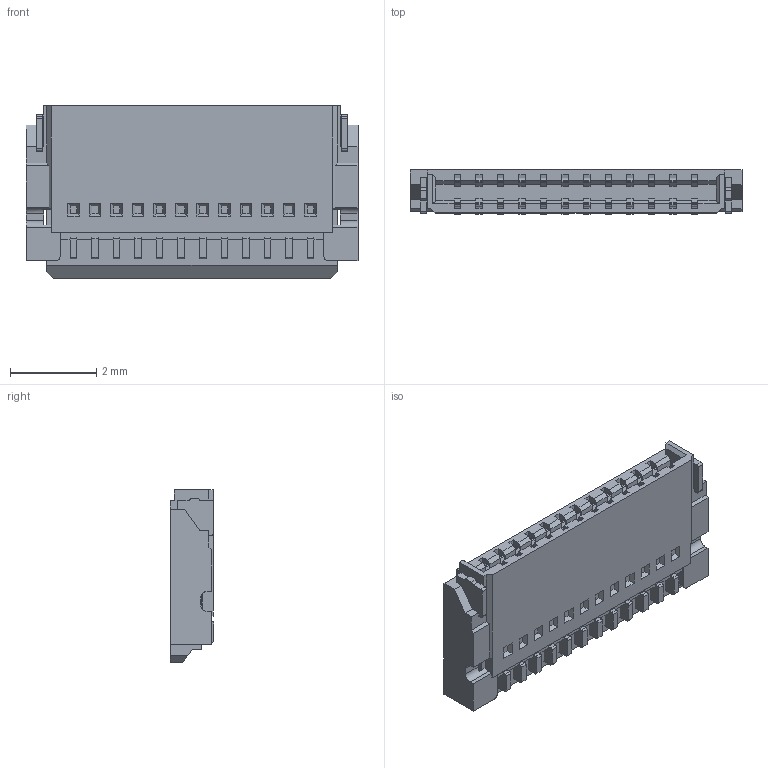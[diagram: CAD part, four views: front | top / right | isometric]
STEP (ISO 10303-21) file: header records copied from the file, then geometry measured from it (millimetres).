
FILE_DESCRIPTION (( 'STEP AP214' ), '1' );
FILE_NAME ('5034801200.STEP', '2024-03-26T11:22:15', ( '' ), ( '' ), 'SwSTEP 2.0', 'SolidWorks 2021', '' );
FILE_SCHEMA (( 'AUTOMOTIVE_DESIGN' ));
Length unit declared in the file: millimetre
Products named in the file (2): 503480-xxxx_12; 5034801200
Assembly tree (1 placements, depth 2):
  5034801200
    503480-xxxx_12
Bounding box: 7.7 x 1.02 x 4 mm (x, y, z)
Volume: 21.4 mm3; surface area: 184 mm2
Topology: 28 solids, 28 shells, 761 faces, 2086 edges, 1390 vertices
Faces by surface type: plane 613, cylinder 148
Entity records: 24221 total; most frequent: CARTESIAN_POINT 4241, ORIENTED_EDGE 4172, DIRECTION 3916, EDGE_CURVE 2086, VECTOR 1786, LINE 1786, VERTEX_POINT 1390, AXIS2_PLACEMENT_3D 1065
